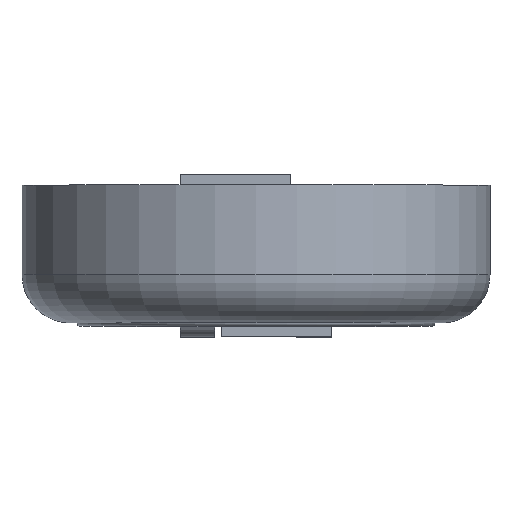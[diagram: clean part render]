
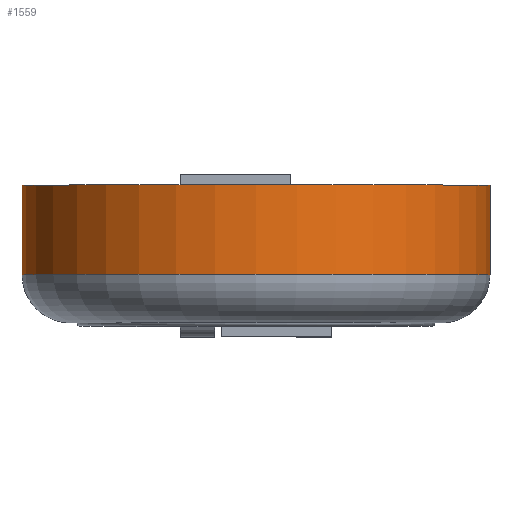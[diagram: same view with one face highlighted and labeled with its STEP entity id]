
A CAD part, top view. The second image highlights one B-rep face of the part: STEP entity #1559.
In plain terms, the highlighted cylindrical face has radius 3.4 mm (diameter 6.8 mm), a partial arc.
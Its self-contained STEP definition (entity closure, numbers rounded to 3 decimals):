
#979=CARTESIAN_POINT('',(3.4,0.825,4.));
#980=VERTEX_POINT('',#979);
#981=CARTESIAN_POINT('',(3.4,2.125,4.));
#982=VERTEX_POINT('',#981);
#983=CARTESIAN_POINT('',(3.4,0.825,4.));
#984=DIRECTION('',(0.0,1.0,0.0));
#985=VECTOR('',#984,1.3);
#986=LINE('',#983,#985);
#987=EDGE_CURVE('',#980,#982,#986,.T.);
#989=CARTESIAN_POINT('',(-3.4,0.825,4.));
#990=VERTEX_POINT('',#989);
#998=CARTESIAN_POINT('',(-3.4,2.125,4.));
#999=VERTEX_POINT('',#998);
#1000=CARTESIAN_POINT('',(-3.4,0.825,4.));
#1001=DIRECTION('',(0.0,1.0,0.0));
#1002=VECTOR('',#1001,1.3);
#1003=LINE('',#1000,#1002);
#1004=EDGE_CURVE('',#990,#999,#1003,.T.);
#1524=CARTESIAN_POINT('',(0.,0.825,4.0));
#1525=DIRECTION('',(0.0,-1.0,0.0));
#1526=DIRECTION('',(-1.0,0.0,0.0));
#1527=AXIS2_PLACEMENT_3D('',#1524,#1525,#1526);
#1528=CIRCLE('',#1527,3.4);
#1529=EDGE_CURVE('',#980,#990,#1528,.T.);
#1542=CARTESIAN_POINT('',(0.,1.125,4.0));
#1543=DIRECTION('',(0.,-1.0,0.));
#1544=DIRECTION('',(1.0,0.0,0.0));
#1545=AXIS2_PLACEMENT_3D('',#1542,#1543,#1544);
#1546=CYLINDRICAL_SURFACE('',#1545,3.4);
#1547=ORIENTED_EDGE('',*,*,#987,.T.);
#1548=CARTESIAN_POINT('',(0.,2.125,4.0));
#1549=DIRECTION('',(0.0,1.0,0.0));
#1550=DIRECTION('',(1.0,0.0,0.0));
#1551=AXIS2_PLACEMENT_3D('',#1548,#1549,#1550);
#1552=CIRCLE('',#1551,3.4);
#1553=EDGE_CURVE('',#999,#982,#1552,.T.);
#1554=ORIENTED_EDGE('',*,*,#1553,.F.);
#1555=ORIENTED_EDGE('',*,*,#1004,.F.);
#1556=ORIENTED_EDGE('',*,*,#1529,.F.);
#1557=EDGE_LOOP('',(#1547,#1554,#1555,#1556));
#1558=FACE_OUTER_BOUND('',#1557,.T.);
#1559=ADVANCED_FACE('',(#1558),#1546,.T.);
